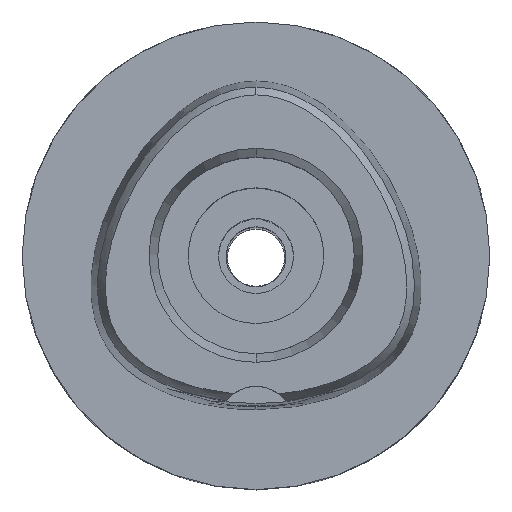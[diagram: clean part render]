
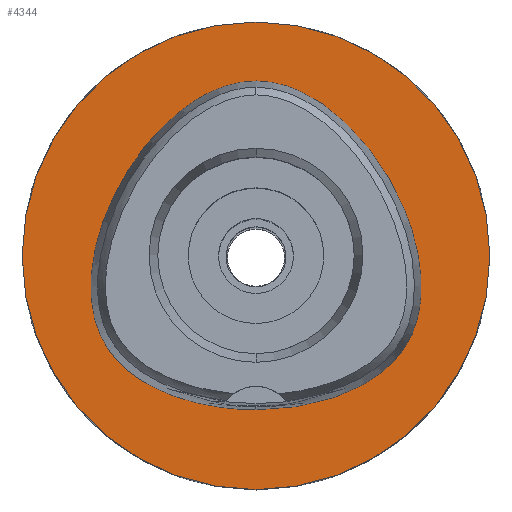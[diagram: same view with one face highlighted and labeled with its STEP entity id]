
A CAD part, top view. The second image highlights one B-rep face of the part: STEP entity #4344.
In plain terms, the highlighted planar face has unit normal (0, 0, 1).
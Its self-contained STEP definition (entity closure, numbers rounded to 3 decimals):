
#44 = AXIS2_PLACEMENT_3D ( 'NONE', #817, #2669, #1226 ) ;
#69 = CARTESIAN_POINT ( 'NONE',  ( 0.68, 18.695, 0. ) ) ;
#155 = EDGE_CURVE ( 'NONE', #4419, #3645, #864, .T. ) ;
#170 = CARTESIAN_POINT ( 'NONE',  ( 0., 18.695, 0. ) ) ;
#230 = EDGE_CURVE ( 'NONE', #1382, #1618, #4439, .T. ) ;
#282 = EDGE_LOOP ( 'NONE', ( #4759, #2574 ) ) ;
#330 = CARTESIAN_POINT ( 'NONE',  ( 5.051, -16.156, 0. ) ) ;
#394 = CARTESIAN_POINT ( 'NONE',  ( -2.041, 18.55, 0. ) ) ;
#396 = CARTESIAN_POINT ( 'NONE',  ( 14.38, 8.302, 0. ) ) ;
#497 = FACE_BOUND ( 'NONE', #2461, .T. ) ;
#595 = AXIS2_PLACEMENT_3D ( 'NONE', #4779, #4058, #2963 ) ;
#758 = CARTESIAN_POINT ( 'NONE',  ( 17.498, -0.229, 0. ) ) ;
#817 = CARTESIAN_POINT ( 'NONE',  ( 0., 0., 0. ) ) ;
#864 = CIRCLE ( 'NONE', #3965, 25. ) ;
#1072 = CARTESIAN_POINT ( 'NONE',  ( -16.517, 3.703, 0. ) ) ;
#1125 = CARTESIAN_POINT ( 'NONE',  ( 11.687, -13.704, 0. ) ) ;
#1162 = CARTESIAN_POINT ( 'NONE',  ( 0., -16.455, 0. ) ) ;
#1226 = DIRECTION ( 'NONE',  ( 0., -1., 0. ) ) ;
#1382 = VERTEX_POINT ( 'NONE', #1865 ) ;
#1451 = CARTESIAN_POINT ( 'NONE',  ( -17.165, -7.166, 0. ) ) ;
#1472 = CARTESIAN_POINT ( 'NONE',  ( -17.564, -5.456, 0. ) ) ;
#1500 = CARTESIAN_POINT ( 'NONE',  ( 16.669, -8.446, 0. ) ) ;
#1516 = CARTESIAN_POINT ( 'NONE',  ( -11.466, 12.452, 0. ) ) ;
#1518 = CARTESIAN_POINT ( 'NONE',  ( 11.466, 12.452, 0. ) ) ;
#1536 = B_SPLINE_CURVE_WITH_KNOTS ( 'NONE', 3,
 ( #3656, #4413, #330, #1847, #1125, #2550, #2232, #1871, #3348, #1500, #4013, #2981, #4432, #758, #2253, #396, #1518, #1568, #3120, #3429, #69, #170 ),
 .UNSPECIFIED., .F., .F.,
 ( 4, 1, 1, 1, 1, 1, 1, 1, 1, 1, 1, 1, 1, 1, 1, 1, 1, 1, 1, 4 ),
 ( 0., 0.083, 0.167, 0.208, 0.25, 0.292, 0.312, 0.333, 0.354, 0.375, 0.417, 0.458, 0.5, 0.583, 0.667, 0.75, 0.833, 0.917, 0.958, 1. ),
 .UNSPECIFIED. ) ;
#1568 = CARTESIAN_POINT ( 'NONE',  ( 7.968, 15.831, 0. ) ) ;
#1618 = VERTEX_POINT ( 'NONE', #3058 ) ;
#1826 = DIRECTION ( 'NONE',  ( 0., 0., -1. ) ) ;
#1828 = ORIENTED_EDGE ( 'NONE', *, *, #230, .F. ) ;
#1847 = CARTESIAN_POINT ( 'NONE',  ( 8.947, -15.039, 0. ) ) ;
#1865 = CARTESIAN_POINT ( 'NONE',  ( 0., 18.695, 0. ) ) ;
#1871 = CARTESIAN_POINT ( 'NONE',  ( 15.649, -10.213, 0. ) ) ;
#1890 = CARTESIAN_POINT ( 'NONE',  ( -4.729, 17.735, 0. ) ) ;
#2210 = CARTESIAN_POINT ( 'NONE',  ( -7.968, 15.831, 0. ) ) ;
#2228 = CARTESIAN_POINT ( 'NONE',  ( -13.507, -12.483, 0. ) ) ;
#2232 = CARTESIAN_POINT ( 'NONE',  ( 14.788, -11.282, 0. ) ) ;
#2253 = CARTESIAN_POINT ( 'NONE',  ( 16.517, 3.703, 0. ) ) ;
#2461 = EDGE_LOOP ( 'NONE', ( #1828, #3507 ) ) ;
#2548 = CARTESIAN_POINT ( 'NONE',  ( -1.684, -16.455, 0. ) ) ;
#2550 = CARTESIAN_POINT ( 'NONE',  ( 13.507, -12.483, 0. ) ) ;
#2572 = CARTESIAN_POINT ( 'NONE',  ( -8.947, -15.039, 0. ) ) ;
#2574 = ORIENTED_EDGE ( 'NONE', *, *, #155, .F. ) ;
#2601 = CARTESIAN_POINT ( 'NONE',  ( -5.051, -16.156, 0. ) ) ;
#2669 = DIRECTION ( 'NONE',  ( 0., 0., -1. ) ) ;
#2774 = CIRCLE ( 'NONE', #595, 25. ) ;
#2931 = CARTESIAN_POINT ( 'NONE',  ( -14.788, -11.282, 0. ) ) ;
#2958 = CARTESIAN_POINT ( 'NONE',  ( -17.711, -3.269, 0. ) ) ;
#2963 = DIRECTION ( 'NONE',  ( 0., 1., 0. ) ) ;
#2981 = CARTESIAN_POINT ( 'NONE',  ( 17.564, -5.456, 0. ) ) ;
#3000 = CARTESIAN_POINT ( 'NONE',  ( -14.38, 8.302, 0. ) ) ;
#3058 = CARTESIAN_POINT ( 'NONE',  ( 0., -16.455, 0. ) ) ;
#3120 = CARTESIAN_POINT ( 'NONE',  ( 4.729, 17.735, 0. ) ) ;
#3133 = PLANE ( 'NONE',  #44 ) ;
#3324 = CARTESIAN_POINT ( 'NONE',  ( -15.649, -10.213, 0. ) ) ;
#3348 = CARTESIAN_POINT ( 'NONE',  ( 16.206, -9.357, 0. ) ) ;
#3366 = DIRECTION ( 'NONE',  ( 0., -1., 0. ) ) ;
#3429 = CARTESIAN_POINT ( 'NONE',  ( 2.041, 18.55, 0. ) ) ;
#3440 = FACE_OUTER_BOUND ( 'NONE', #282, .T. ) ;
#3507 = ORIENTED_EDGE ( 'NONE', *, *, #4562, .F. ) ;
#3645 = VERTEX_POINT ( 'NONE', #3976 ) ;
#3656 = CARTESIAN_POINT ( 'NONE',  ( 0., -16.455, 0. ) ) ;
#3713 = CARTESIAN_POINT ( 'NONE',  ( -0.68, 18.695, 0. ) ) ;
#3965 = AXIS2_PLACEMENT_3D ( 'NONE', #4009, #1826, #3366 ) ;
#3976 = CARTESIAN_POINT ( 'NONE',  ( 0., 25., 0. ) ) ;
#4009 = CARTESIAN_POINT ( 'NONE',  ( 0., 0., 0. ) ) ;
#4013 = CARTESIAN_POINT ( 'NONE',  ( 17.165, -7.166, 0. ) ) ;
#4058 = DIRECTION ( 'NONE',  ( 0., 0., -1. ) ) ;
#4069 = CARTESIAN_POINT ( 'NONE',  ( 0., 18.695, 0. ) ) ;
#4096 = CARTESIAN_POINT ( 'NONE',  ( 0., -25., 0. ) ) ;
#4246 = EDGE_CURVE ( 'NONE', #3645, #4419, #2774, .T. ) ;
#4344 = ADVANCED_FACE ( 'NONE', ( #3440, #497 ), #3133, .F. ) ;
#4387 = CARTESIAN_POINT ( 'NONE',  ( -16.669, -8.446, 0. ) ) ;
#4411 = CARTESIAN_POINT ( 'NONE',  ( -11.687, -13.704, 0. ) ) ;
#4413 = CARTESIAN_POINT ( 'NONE',  ( 1.684, -16.455, 0. ) ) ;
#4419 = VERTEX_POINT ( 'NONE', #4096 ) ;
#4432 = CARTESIAN_POINT ( 'NONE',  ( 17.711, -3.269, 0. ) ) ;
#4439 = B_SPLINE_CURVE_WITH_KNOTS ( 'NONE', 3,
 ( #4069, #3713, #394, #1890, #2210, #1516, #3000, #1072, #4728, #2958, #1472, #1451, #4387, #4453, #3324, #2931, #2228, #4411, #2572, #2601, #2548, #1162 ),
 .UNSPECIFIED., .F., .F.,
 ( 4, 1, 1, 1, 1, 1, 1, 1, 1, 1, 1, 1, 1, 1, 1, 1, 1, 1, 1, 4 ),
 ( 0., 0.042, 0.083, 0.167, 0.25, 0.333, 0.417, 0.5, 0.542, 0.583, 0.625, 0.646, 0.667, 0.688, 0.708, 0.75, 0.792, 0.833, 0.917, 1. ),
 .UNSPECIFIED. ) ;
#4453 = CARTESIAN_POINT ( 'NONE',  ( -16.206, -9.357, 0. ) ) ;
#4562 = EDGE_CURVE ( 'NONE', #1618, #1382, #1536, .T. ) ;
#4728 = CARTESIAN_POINT ( 'NONE',  ( -17.498, -0.229, 0. ) ) ;
#4759 = ORIENTED_EDGE ( 'NONE', *, *, #4246, .F. ) ;
#4779 = CARTESIAN_POINT ( 'NONE',  ( 0., 0., 0. ) ) ;
